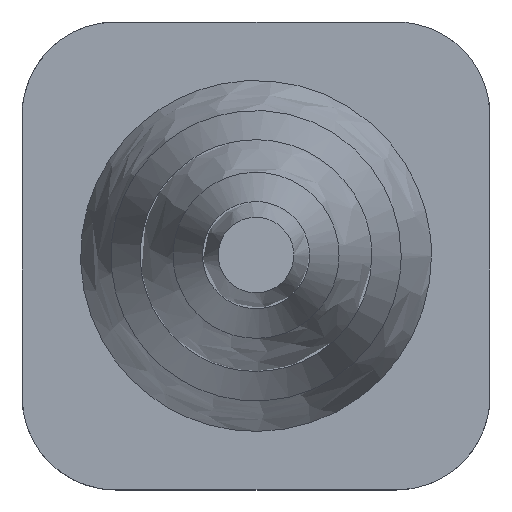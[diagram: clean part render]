
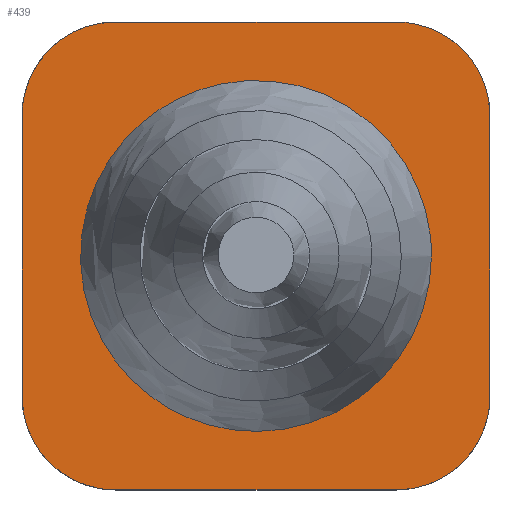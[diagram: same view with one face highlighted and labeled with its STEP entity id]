
A CAD part, top view. The second image highlights one B-rep face of the part: STEP entity #439.
In plain terms, the highlighted free-form (B-spline) face has degree [1, 1] with [2, 2] control points.
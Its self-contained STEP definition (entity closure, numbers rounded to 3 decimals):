
#214 = EDGE_CURVE('',#215,#215,#217,.T.);
#215 = VERTEX_POINT('',#216);
#216 = CARTESIAN_POINT('',(86.296,0.,
    4.602));
#217 = ( BOUNDED_CURVE() B_SPLINE_CURVE(2,(#218,#219,#220,#221,#222,#223
,#224),.UNSPECIFIED.,.T.,.F.) B_SPLINE_CURVE_WITH_KNOTS((3,2,2,3),(
    3.142,5.236,7.33,9.425),
.PIECEWISE_BEZIER_KNOTS.) CURVE() GEOMETRIC_REPRESENTATION_ITEM() 
RATIONAL_B_SPLINE_CURVE((1.,0.5,1.,0.5,1.,0.5,1.)) REPRESENTATION_ITEM(
  '') );
#218 = CARTESIAN_POINT('',(86.296,0.,
    4.602));
#219 = CARTESIAN_POINT('',(86.296,-149.469,
    4.602));
#220 = CARTESIAN_POINT('',(-43.148,-74.734,
    4.602));
#221 = CARTESIAN_POINT('',(-172.592,0.,
    4.602));
#222 = CARTESIAN_POINT('',(-43.148,74.734,
    4.602));
#223 = CARTESIAN_POINT('',(86.296,149.469,
    4.602));
#224 = CARTESIAN_POINT('',(86.296,0.,
    4.602));
#256 = VERTEX_POINT('',#257);
#257 = CARTESIAN_POINT('',(-69.037,115.061,4.602
    ));
#262 = EDGE_CURVE('',#263,#256,#265,.T.);
#263 = VERTEX_POINT('',#264);
#264 = CARTESIAN_POINT('',(69.037,115.061,
    4.602));
#265 = B_SPLINE_CURVE_WITH_KNOTS('',1,(#266,#267),.UNSPECIFIED.,.F.,.F.,
  (2,2),(0.,172.2),.PIECEWISE_BEZIER_KNOTS.);
#266 = CARTESIAN_POINT('',(69.037,115.061,
    4.602));
#267 = CARTESIAN_POINT('',(-69.037,115.061,4.602
    ));
#284 = EDGE_CURVE('',#285,#263,#287,.T.);
#285 = VERTEX_POINT('',#286);
#286 = CARTESIAN_POINT('',(115.061,69.037,
    4.602));
#287 = ( BOUNDED_CURVE() B_SPLINE_CURVE(2,(#288,#289,#290),
.UNSPECIFIED.,.F.,.F.) B_SPLINE_CURVE_WITH_KNOTS((3,3),(0.,
1.571),.PIECEWISE_BEZIER_KNOTS.) CURVE() 
GEOMETRIC_REPRESENTATION_ITEM() RATIONAL_B_SPLINE_CURVE((1.,
0.707,1.)) REPRESENTATION_ITEM('') );
#288 = CARTESIAN_POINT('',(115.061,69.037,
    4.602));
#289 = CARTESIAN_POINT('',(115.061,115.061,
    4.602));
#290 = CARTESIAN_POINT('',(69.037,115.061,
    4.602));
#309 = EDGE_CURVE('',#310,#285,#312,.T.);
#310 = VERTEX_POINT('',#311);
#311 = CARTESIAN_POINT('',(115.061,-69.037,4.602
    ));
#312 = B_SPLINE_CURVE_WITH_KNOTS('',1,(#313,#314),.UNSPECIFIED.,.F.,.F.,
  (2,2),(0.,172.2),.PIECEWISE_BEZIER_KNOTS.);
#313 = CARTESIAN_POINT('',(115.061,-69.037,4.602
    ));
#314 = CARTESIAN_POINT('',(115.061,69.037,
    4.602));
#331 = EDGE_CURVE('',#332,#310,#334,.T.);
#332 = VERTEX_POINT('',#333);
#333 = CARTESIAN_POINT('',(69.037,-115.061,
    4.602));
#334 = ( BOUNDED_CURVE() B_SPLINE_CURVE(2,(#335,#336,#337),
.UNSPECIFIED.,.F.,.F.) B_SPLINE_CURVE_WITH_KNOTS((3,3),(0.,
1.571),.PIECEWISE_BEZIER_KNOTS.) CURVE() 
GEOMETRIC_REPRESENTATION_ITEM() RATIONAL_B_SPLINE_CURVE((1.,
0.707,1.)) REPRESENTATION_ITEM('') );
#335 = CARTESIAN_POINT('',(69.037,-115.061,
    4.602));
#336 = CARTESIAN_POINT('',(115.061,-115.061,
    4.602));
#337 = CARTESIAN_POINT('',(115.061,-69.037,4.602
    ));
#356 = EDGE_CURVE('',#357,#332,#359,.T.);
#357 = VERTEX_POINT('',#358);
#358 = CARTESIAN_POINT('',(-69.037,-115.061,4.602
    ));
#359 = B_SPLINE_CURVE_WITH_KNOTS('',1,(#360,#361),.UNSPECIFIED.,.F.,.F.,
  (2,2),(0.,172.2),.PIECEWISE_BEZIER_KNOTS.);
#360 = CARTESIAN_POINT('',(-69.037,-115.061,4.602
    ));
#361 = CARTESIAN_POINT('',(69.037,-115.061,
    4.602));
#378 = EDGE_CURVE('',#379,#357,#381,.T.);
#379 = VERTEX_POINT('',#380);
#380 = CARTESIAN_POINT('',(-115.061,-69.037,4.602
    ));
#381 = ( BOUNDED_CURVE() B_SPLINE_CURVE(2,(#382,#383,#384),
.UNSPECIFIED.,.F.,.F.) B_SPLINE_CURVE_WITH_KNOTS((3,3),(0.,
1.571),.PIECEWISE_BEZIER_KNOTS.) CURVE() 
GEOMETRIC_REPRESENTATION_ITEM() RATIONAL_B_SPLINE_CURVE((1.,
0.707,1.)) REPRESENTATION_ITEM('') );
#382 = CARTESIAN_POINT('',(-115.061,-69.037,4.602
    ));
#383 = CARTESIAN_POINT('',(-115.061,-115.061,
    4.602));
#384 = CARTESIAN_POINT('',(-69.037,-115.061,4.602
    ));
#403 = EDGE_CURVE('',#404,#379,#406,.T.);
#404 = VERTEX_POINT('',#405);
#405 = CARTESIAN_POINT('',(-115.061,69.037,
    4.602));
#406 = B_SPLINE_CURVE_WITH_KNOTS('',1,(#407,#408),.UNSPECIFIED.,.F.,.F.,
  (2,2),(0.,172.2),.PIECEWISE_BEZIER_KNOTS.);
#407 = CARTESIAN_POINT('',(-115.061,69.037,
    4.602));
#408 = CARTESIAN_POINT('',(-115.061,-69.037,4.602
    ));
#425 = EDGE_CURVE('',#256,#404,#426,.T.);
#426 = ( BOUNDED_CURVE() B_SPLINE_CURVE(2,(#427,#428,#429),
.UNSPECIFIED.,.F.,.F.) B_SPLINE_CURVE_WITH_KNOTS((3,3),(0.,
1.571),.PIECEWISE_BEZIER_KNOTS.) CURVE() 
GEOMETRIC_REPRESENTATION_ITEM() RATIONAL_B_SPLINE_CURVE((1.,
0.707,1.)) REPRESENTATION_ITEM('') );
#427 = CARTESIAN_POINT('',(-69.037,115.061,4.602
    ));
#428 = CARTESIAN_POINT('',(-115.061,115.061,
    4.602));
#429 = CARTESIAN_POINT('',(-115.061,69.037,
    4.602));
#439 = ADVANCED_FACE('',(#440,#450),#453,.T.);
#440 = FACE_BOUND('',#441,.T.);
#441 = EDGE_LOOP('',(#442,#443,#444,#445,#446,#447,#448,#449));
#442 = ORIENTED_EDGE('',*,*,#425,.T.);
#443 = ORIENTED_EDGE('',*,*,#403,.T.);
#444 = ORIENTED_EDGE('',*,*,#378,.T.);
#445 = ORIENTED_EDGE('',*,*,#356,.T.);
#446 = ORIENTED_EDGE('',*,*,#331,.T.);
#447 = ORIENTED_EDGE('',*,*,#309,.T.);
#448 = ORIENTED_EDGE('',*,*,#284,.T.);
#449 = ORIENTED_EDGE('',*,*,#262,.T.);
#450 = FACE_BOUND('',#451,.T.);
#451 = EDGE_LOOP('',(#452));
#452 = ORIENTED_EDGE('',*,*,#214,.T.);
#453 = B_SPLINE_SURFACE_WITH_KNOTS('',1,1,(
    (#454,#455)
    ,(#456,#457
    )),.UNSPECIFIED.,.F.,.F.,.F.,(2,2),(2,2),(-143.5,143.5),(-143.5,
    143.5),.PIECEWISE_BEZIER_KNOTS.);
#454 = CARTESIAN_POINT('',(-115.061,-115.061,
    4.602));
#455 = CARTESIAN_POINT('',(-115.061,115.061,
    4.602));
#456 = CARTESIAN_POINT('',(115.061,-115.061,
    4.602));
#457 = CARTESIAN_POINT('',(115.061,115.061,
    4.602));
